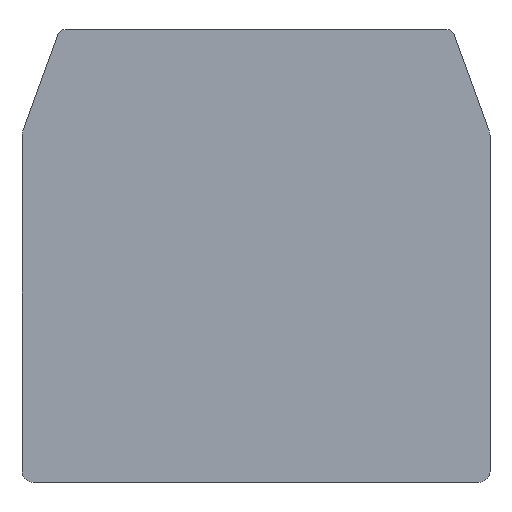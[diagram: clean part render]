
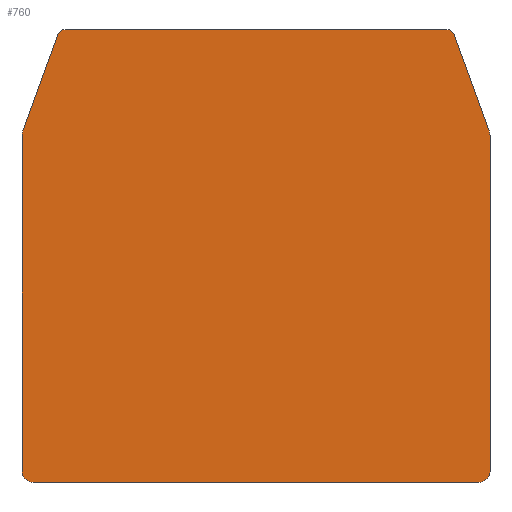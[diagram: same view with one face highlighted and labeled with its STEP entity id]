
A CAD part, top view. The second image highlights one B-rep face of the part: STEP entity #760.
In plain terms, the highlighted planar face has unit normal (0, 0, 1).
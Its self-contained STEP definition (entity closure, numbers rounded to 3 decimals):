
#270=DIRECTION('',(1.,0.,0.));
#271=VECTOR('',#270,50.6);
#272=CARTESIAN_POINT('',(-25.3,60.,1.5));
#273=LINE('',#272,#271);
#305=DIRECTION('',(0.,-1.,0.));
#306=VECTOR('',#305,44.41);
#307=CARTESIAN_POINT('',(31.,45.91,1.5));
#308=LINE('',#307,#306);
#326=CARTESIAN_POINT('',(29.5,1.5,1.5));
#327=DIRECTION('',(0.,0.,1.));
#328=DIRECTION('',(0.,-1.,0.));
#329=AXIS2_PLACEMENT_3D('',#326,#327,#328);
#334=DIRECTION('',(1.,0.,0.));
#335=VECTOR('',#334,59.);
#336=CARTESIAN_POINT('',(-29.5,0.,1.5));
#337=LINE('',#336,#335);
#341=CARTESIAN_POINT('',(-29.5,1.5,1.5));
#342=DIRECTION('',(0.,0.,1.));
#343=DIRECTION('',(-1.,0.,0.));
#344=AXIS2_PLACEMENT_3D('',#341,#342,#343);
#349=DIRECTION('',(0.,-1.,0.));
#350=VECTOR('',#349,44.41);
#351=CARTESIAN_POINT('',(-31.,45.91,1.5));
#352=LINE('',#351,#350);
#356=CARTESIAN_POINT('',(-29.,45.91,1.5));
#357=DIRECTION('',(0.,0.,1.));
#358=DIRECTION('',(-0.94,0.342,0.));
#359=AXIS2_PLACEMENT_3D('',#356,#357,#358);
#364=DIRECTION('',(-0.342,-0.94,0.));
#365=VECTOR('',#364,13.566);
#366=CARTESIAN_POINT('',(-26.239,59.342,1.5));
#367=LINE('',#366,#365);
#371=CARTESIAN_POINT('',(-25.3,59.,1.5));
#372=DIRECTION('',(0.,0.,1.));
#373=DIRECTION('',(0.,1.,0.));
#374=AXIS2_PLACEMENT_3D('',#371,#372,#373);
#379=CARTESIAN_POINT('',(25.3,59.,1.5));
#380=DIRECTION('',(0.,0.,1.));
#381=DIRECTION('',(0.94,0.342,0.));
#382=AXIS2_PLACEMENT_3D('',#379,#380,#381);
#387=DIRECTION('',(-0.342,0.94,0.));
#388=VECTOR('',#387,13.566);
#389=CARTESIAN_POINT('',(30.879,46.594,1.5));
#390=LINE('',#389,#388);
#394=CARTESIAN_POINT('',(29.,45.91,1.5));
#395=DIRECTION('',(0.,0.,1.));
#396=DIRECTION('',(1.,0.,0.));
#397=AXIS2_PLACEMENT_3D('',#394,#395,#396);
#426=CARTESIAN_POINT('',(-29.5,0.,1.5));
#427=CARTESIAN_POINT('',(29.5,0.,1.5));
#428=VERTEX_POINT('',#426);
#429=VERTEX_POINT('',#427);
#430=CARTESIAN_POINT('',(-31.,1.5,1.5));
#431=VERTEX_POINT('',#430);
#432=CARTESIAN_POINT('',(-31.,45.91,1.5));
#433=VERTEX_POINT('',#432);
#434=CARTESIAN_POINT('',(-30.879,46.594,1.5));
#435=VERTEX_POINT('',#434);
#436=CARTESIAN_POINT('',(-26.239,59.342,1.5));
#437=VERTEX_POINT('',#436);
#438=CARTESIAN_POINT('',(-25.3,60.,1.5));
#439=VERTEX_POINT('',#438);
#440=CARTESIAN_POINT('',(25.3,60.,1.5));
#441=VERTEX_POINT('',#440);
#442=CARTESIAN_POINT('',(26.239,59.342,1.5));
#443=VERTEX_POINT('',#442);
#444=CARTESIAN_POINT('',(30.879,46.594,1.5));
#445=VERTEX_POINT('',#444);
#446=CARTESIAN_POINT('',(31.,45.91,1.5));
#447=VERTEX_POINT('',#446);
#448=CARTESIAN_POINT('',(31.,1.5,1.5));
#449=VERTEX_POINT('',#448);
#741=CARTESIAN_POINT('',(13.737,39.907,1.5));
#742=DIRECTION('',(0.,0.,1.));
#743=DIRECTION('',(1.,0.,0.));
#744=AXIS2_PLACEMENT_3D('',#741,#742,#743);
#745=PLANE('',#744);
#746=ORIENTED_EDGE('',*,*,#728,.F.);
#747=ORIENTED_EDGE('',*,*,#497,.F.);
#748=ORIENTED_EDGE('',*,*,#519,.F.);
#749=ORIENTED_EDGE('',*,*,#540,.F.);
#750=ORIENTED_EDGE('',*,*,#561,.F.);
#751=ORIENTED_EDGE('',*,*,#582,.F.);
#752=ORIENTED_EDGE('',*,*,#602,.F.);
#753=ORIENTED_EDGE('',*,*,#625,.T.);
#754=ORIENTED_EDGE('',*,*,#644,.F.);
#755=ORIENTED_EDGE('',*,*,#667,.F.);
#756=ORIENTED_EDGE('',*,*,#686,.F.);
#757=ORIENTED_EDGE('',*,*,#709,.T.);
#758=EDGE_LOOP('',(#746,#747,#748,#749,#750,#751,#752,#753,#754,#755,#756,
#757));
#759=FACE_OUTER_BOUND('',#758,.F.);
#330=CIRCLE('',#329,1.5);
#345=CIRCLE('',#344,1.5);
#360=CIRCLE('',#359,2.);
#375=CIRCLE('',#374,1.);
#383=CIRCLE('',#382,1.);
#398=CIRCLE('',#397,2.);
#497=EDGE_CURVE('',#428,#429,#337,.T.);
#519=EDGE_CURVE('',#431,#428,#345,.T.);
#540=EDGE_CURVE('',#433,#431,#352,.T.);
#561=EDGE_CURVE('',#435,#433,#360,.T.);
#582=EDGE_CURVE('',#437,#435,#367,.T.);
#602=EDGE_CURVE('',#439,#437,#375,.T.);
#625=EDGE_CURVE('',#439,#441,#273,.T.);
#644=EDGE_CURVE('',#443,#441,#383,.T.);
#667=EDGE_CURVE('',#445,#443,#390,.T.);
#686=EDGE_CURVE('',#447,#445,#398,.T.);
#709=EDGE_CURVE('',#447,#449,#308,.T.);
#728=EDGE_CURVE('',#429,#449,#330,.T.);
#760=ADVANCED_FACE('',(#759),#745,.T.);
